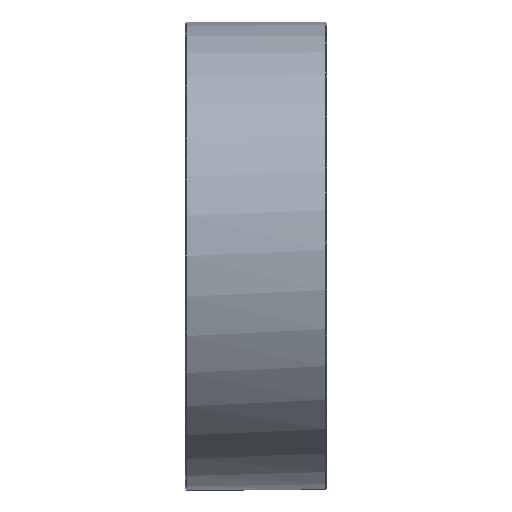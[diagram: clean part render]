
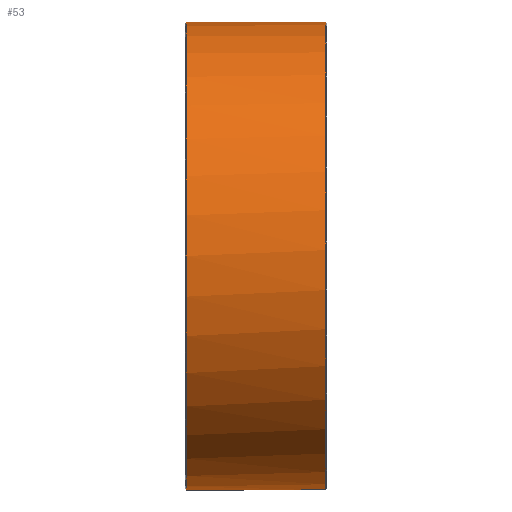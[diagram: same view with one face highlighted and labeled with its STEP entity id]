
A CAD part, front view. The second image highlights one B-rep face of the part: STEP entity #53.
In plain terms, the highlighted cylindrical face has radius 20 mm (diameter 40 mm), a partial arc.
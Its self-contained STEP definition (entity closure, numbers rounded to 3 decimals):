
#5 = AXIS2_PLACEMENT_3D ( 'NONE', #112, #429, #215 ) ;
#6 = CARTESIAN_POINT ( 'NONE',  ( -110.208, 0., 0. ) ) ;
#18 = VERTEX_POINT ( 'NONE', #394 ) ;
#26 = DIRECTION ( 'NONE',  ( -1., 0., 0. ) ) ;
#30 = DIRECTION ( 'NONE',  ( -1., 0., 0. ) ) ;
#53 = ADVANCED_FACE ( 'NONE', ( #239 ), #375, .T. ) ;
#56 = VERTEX_POINT ( 'NONE', #67 ) ;
#59 = CARTESIAN_POINT ( 'NONE',  ( 11.992, -1., -19.975 ) ) ;
#67 = CARTESIAN_POINT ( 'NONE',  ( 0.1, 0., 20. ) ) ;
#74 = CARTESIAN_POINT ( 'NONE',  ( 9.9, 0., 0. ) ) ;
#81 = VECTOR ( 'NONE', #30, 1000. ) ;
#82 = CARTESIAN_POINT ( 'NONE',  ( 9.9, -1., -19.975 ) ) ;
#86 = CARTESIAN_POINT ( 'NONE',  ( -110.208, 0., 20. ) ) ;
#87 = ORIENTED_EDGE ( 'NONE', *, *, #230, .F. ) ;
#97 = DIRECTION ( 'NONE',  ( -1., 0., 0. ) ) ;
#108 = CARTESIAN_POINT ( 'NONE',  ( -110.208, 0., -20. ) ) ;
#112 = CARTESIAN_POINT ( 'NONE',  ( 11.992, 0., 0. ) ) ;
#137 = VERTEX_POINT ( 'NONE', #278 ) ;
#146 = LINE ( 'NONE', #108, #383 ) ;
#154 = DIRECTION ( 'NONE',  ( 0., 0., 1. ) ) ;
#159 = AXIS2_PLACEMENT_3D ( 'NONE', #74, #177, #294 ) ;
#169 = DIRECTION ( 'NONE',  ( 0., 0., 1. ) ) ;
#177 = DIRECTION ( 'NONE',  ( -1., 0., 0. ) ) ;
#195 = EDGE_CURVE ( 'NONE', #137, #287, #228, .T. ) ;
#199 = VECTOR ( 'NONE', #332, 1000. ) ;
#207 = EDGE_CURVE ( 'NONE', #319, #18, #263, .T. ) ;
#215 = DIRECTION ( 'NONE',  ( 0., 0., 1. ) ) ;
#228 = CIRCLE ( 'NONE', #159, 20. ) ;
#230 = EDGE_CURVE ( 'NONE', #137, #235, #146, .T. ) ;
#233 = ORIENTED_EDGE ( 'NONE', *, *, #207, .T. ) ;
#234 = AXIS2_PLACEMENT_3D ( 'NONE', #329, #26, #154 ) ;
#235 = VERTEX_POINT ( 'NONE', #249 ) ;
#239 = FACE_OUTER_BOUND ( 'NONE', #322, .T. ) ;
#248 = ORIENTED_EDGE ( 'NONE', *, *, #338, .T. ) ;
#249 = CARTESIAN_POINT ( 'NONE',  ( 0.1, 0., -20. ) ) ;
#260 = CARTESIAN_POINT ( 'NONE',  ( -110.208, -1., -19.975 ) ) ;
#263 = CIRCLE ( 'NONE', #5, 20. ) ;
#278 = CARTESIAN_POINT ( 'NONE',  ( 9.9, 0., -20. ) ) ;
#287 = VERTEX_POINT ( 'NONE', #82 ) ;
#294 = DIRECTION ( 'NONE',  ( 0., 0., 1. ) ) ;
#295 = AXIS2_PLACEMENT_3D ( 'NONE', #6, #97, #169 ) ;
#319 = VERTEX_POINT ( 'NONE', #59 ) ;
#322 = EDGE_LOOP ( 'NONE', ( #87, #410, #350, #233, #248, #396 ) ) ;
#329 = CARTESIAN_POINT ( 'NONE',  ( 0.1, 0., 0. ) ) ;
#332 = DIRECTION ( 'NONE',  ( 1., 0., 0. ) ) ;
#338 = EDGE_CURVE ( 'NONE', #18, #56, #433, .T. ) ;
#350 = ORIENTED_EDGE ( 'NONE', *, *, #353, .T. ) ;
#353 = EDGE_CURVE ( 'NONE', #287, #319, #365, .T. ) ;
#365 = LINE ( 'NONE', #260, #199 ) ;
#375 = CYLINDRICAL_SURFACE ( 'NONE', #295, 20. ) ;
#383 = VECTOR ( 'NONE', #425, 1000. ) ;
#390 = CIRCLE ( 'NONE', #234, 20. ) ;
#394 = CARTESIAN_POINT ( 'NONE',  ( 11.992, 0., 20. ) ) ;
#396 = ORIENTED_EDGE ( 'NONE', *, *, #415, .F. ) ;
#410 = ORIENTED_EDGE ( 'NONE', *, *, #195, .T. ) ;
#415 = EDGE_CURVE ( 'NONE', #235, #56, #390, .T. ) ;
#425 = DIRECTION ( 'NONE',  ( -1., 0., 0. ) ) ;
#429 = DIRECTION ( 'NONE',  ( -1., 0., 0. ) ) ;
#433 = LINE ( 'NONE', #86, #81 ) ;
